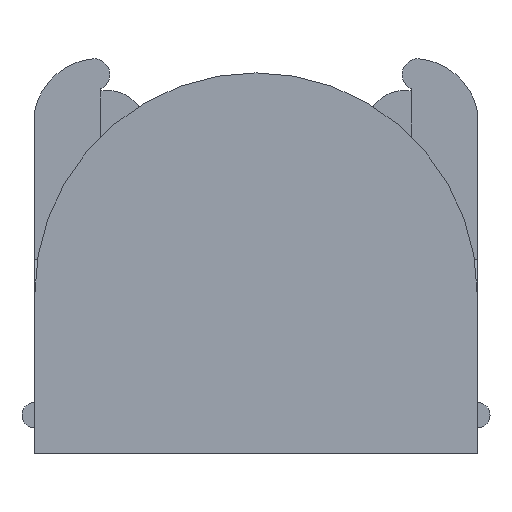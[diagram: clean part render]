
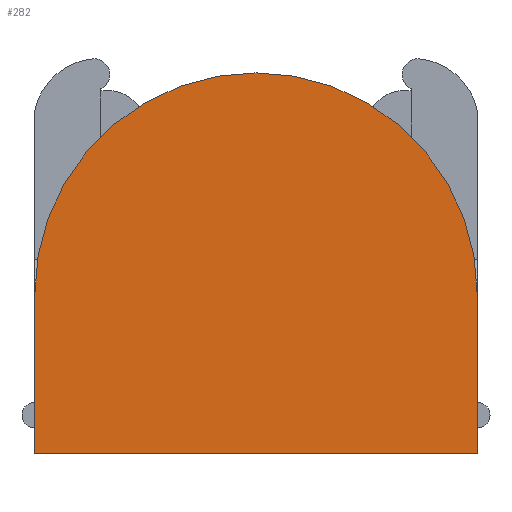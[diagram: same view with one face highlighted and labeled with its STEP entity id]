
A CAD part, left-side view. The second image highlights one B-rep face of the part: STEP entity #282.
In plain terms, the highlighted planar face has unit normal (-1, 0, 0).
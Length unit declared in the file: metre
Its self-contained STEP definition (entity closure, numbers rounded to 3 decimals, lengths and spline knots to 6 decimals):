
#282=ADVANCED_FACE('522:1906',(#554),#555,.T.);
#554=FACE_OUTER_BOUND('',#823,.T.);
#555=PLANE('',#824);
#823=EDGE_LOOP('',(#1492,#1493,#1494,#1495));
#824=AXIS2_PLACEMENT_3D('',#1496,#1497,#1498);
#1492=ORIENTED_EDGE('',*,*,#1652,.T.);
#1493=ORIENTED_EDGE('',*,*,#1855,.F.);
#1494=ORIENTED_EDGE('',*,*,#1856,.F.);
#1495=ORIENTED_EDGE('',*,*,#1636,.F.);
#1496=CARTESIAN_POINT('',(-0.008375,0.0082,0.000425));
#1497=DIRECTION('',(-1.0,0.,0.));
#1498=DIRECTION('',(0.,-1.0,0.0));
#1636=EDGE_CURVE('522:2314',#1953,#1955,#1956,.T.);
#1652=EDGE_CURVE('522:2224',#1953,#1980,#1982,.T.);
#1855=EDGE_CURVE('522:2344',#2274,#1980,#2275,.T.);
#1856=EDGE_CURVE('522:2263',#1955,#2274,#2276,.F.);
#1953=VERTEX_POINT('',#2405);
#1955=VERTEX_POINT('',#2408);
#1956=LINE('',#2409,#2410);
#1980=VERTEX_POINT('',#2444);
#1982=CIRCLE('',#2447,0.00695);
#2274=VERTEX_POINT('',#2859);
#2275=LINE('',#2860,#2861);
#2276=LINE('',#2862,#2863);
#2405=CARTESIAN_POINT('',(-0.008375,-0.00695,0.007425));
#2408=CARTESIAN_POINT('',(-0.008375,-0.00695,0.002425));
#2409=CARTESIAN_POINT('',(-0.008375,-0.00695,0.000425));
#2410=VECTOR('',#2944,1.0);
#2444=CARTESIAN_POINT('',(-0.008375,0.00695,0.007425));
#2447=AXIS2_PLACEMENT_3D('',#2962,#2963,#2964);
#2859=CARTESIAN_POINT('',(-0.008375,0.00695,0.002425));
#2860=CARTESIAN_POINT('',(-0.008375,0.00695,0.000425));
#2861=VECTOR('',#3166,1.0);
#2862=CARTESIAN_POINT('',(-0.008375,0.0082,0.002425));
#2863=VECTOR('',#3167,1.0);
#2944=DIRECTION('',(0.,0.,-1.0));
#2962=CARTESIAN_POINT('',(-0.008375,0.,0.007425));
#2963=DIRECTION('',(-1.0,0.,0.));
#2964=DIRECTION('',(0.,-1.0,0.0));
#3166=DIRECTION('',(0.,0.,1.0));
#3167=DIRECTION('',(0.,-1.0,0.));
